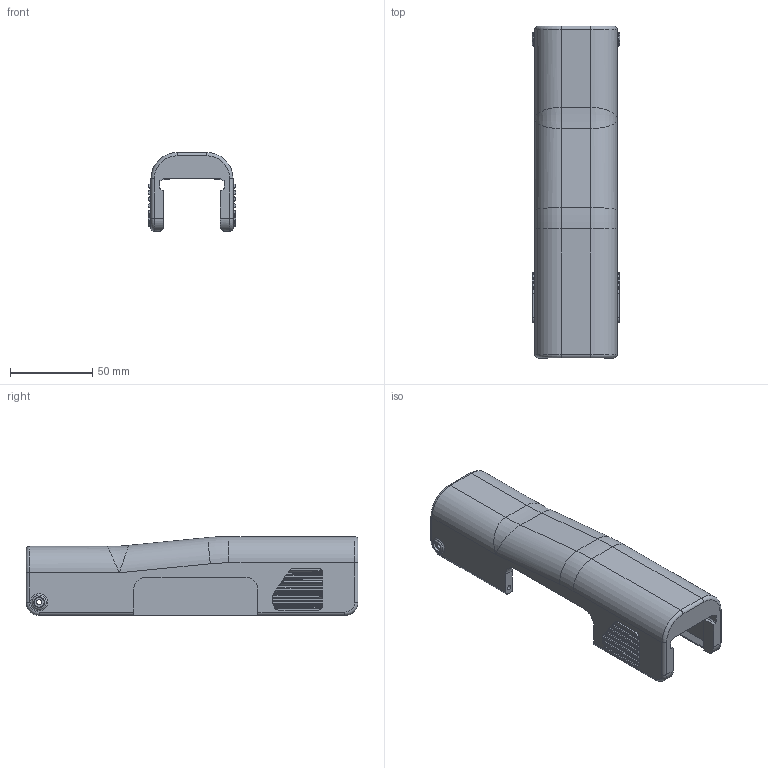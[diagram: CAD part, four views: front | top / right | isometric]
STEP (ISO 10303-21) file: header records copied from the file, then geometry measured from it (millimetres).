
FILE_DESCRIPTION(('HOOPS Exchange Step'),'2;1');
FILE_NAME('temp_export','2026-02-09T11:56:04-06:00',('mobile'),('Shapr3D Limited'),'HOOPS Exchange 2025.9','Shapr3D','Authorized');
FILE_SCHEMA( ('AP242_MANAGED_MODEL_BASED_3D_ENGINEERING_MIM_LF {1 0 10303 442 1 1 4}') );
Length unit declared in the file: millimetre
Products named in the file (2): Back; root
Assembly tree (1 placements, depth 2):
  root
    Back
Bounding box: 53 x 202 x 48 mm (x, y, z)
Volume: 122569.5 mm3; surface area: 50933.8 mm2
Topology: 1 solids, 1 shells, 205 faces, 560 edges, 363 vertices
Faces by surface type: plane 94, cylinder 91, torus 14, bspline 4, extrusion 2
Full cylindrical faces by diameter (mm): 3 x2, 3.2 x2, 6 x2
Entity records: 16697 total; most frequent: CARTESIAN_POINT 11587, ORIENTED_EDGE 1116, DIRECTION 971, EDGE_CURVE 558, VERTEX_POINT 363, VECTOR 329, LINE 327, AXIS2_PLACEMENT_3D 321
